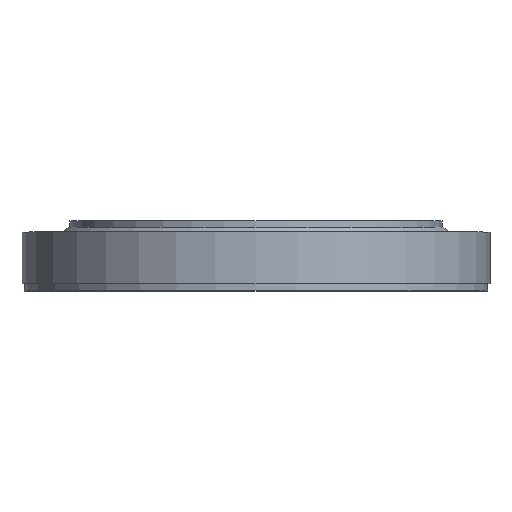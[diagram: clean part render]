
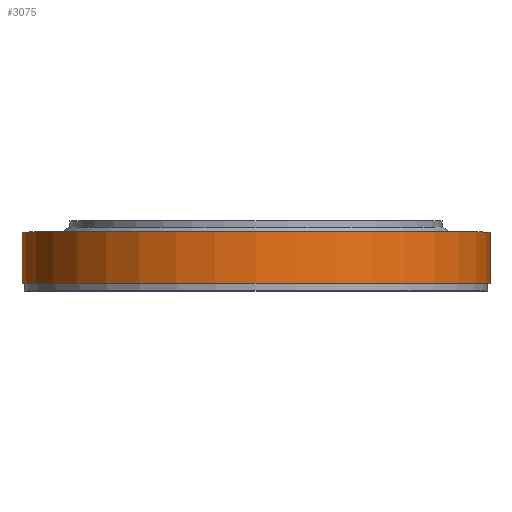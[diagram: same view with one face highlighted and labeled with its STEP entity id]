
A CAD part, top view. The second image highlights one B-rep face of the part: STEP entity #3075.
In plain terms, the highlighted cylindrical face has radius 250 mm (diameter 500 mm), a partial arc.
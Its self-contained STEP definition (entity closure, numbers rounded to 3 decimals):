
#78 = CARTESIAN_POINT ( 'NONE',  ( -250., 25.5, 0. ) ) ;
#276 = EDGE_CURVE ( 'NONE', #4257, #3632, #2501, .T. ) ;
#636 = EDGE_CURVE ( 'NONE', #4257, #6661, #3177, .T. ) ;
#705 = ORIENTED_EDGE ( 'NONE', *, *, #276, .T. ) ;
#1515 = AXIS2_PLACEMENT_3D ( 'NONE', #5826, #5821, #5875 ) ;
#1576 = LINE ( 'NONE', #2705, #1684 ) ;
#1684 = VECTOR ( 'NONE', #4281, 1000. ) ;
#1824 = CARTESIAN_POINT ( 'NONE',  ( 250., 25.5, 0. ) ) ;
#2191 = DIRECTION ( 'NONE',  ( 0., -1., 0. ) ) ;
#2228 = CARTESIAN_POINT ( 'NONE',  ( 0., -29.5, 0. ) ) ;
#2424 = VECTOR ( 'NONE', #6365, 1000. ) ;
#2501 = LINE ( 'NONE', #6083, #2424 ) ;
#2579 = AXIS2_PLACEMENT_3D ( 'NONE', #5895, #5912, #5864 ) ;
#2705 = CARTESIAN_POINT ( 'NONE',  ( -250., 22.164, 0. ) ) ;
#3075 = ADVANCED_FACE ( 'NONE', ( #5100 ), #3119, .T. ) ;
#3119 = CYLINDRICAL_SURFACE ( 'NONE', #1515, 250. ) ;
#3177 = CIRCLE ( 'NONE', #4389, 250. ) ;
#3370 = EDGE_CURVE ( 'NONE', #4761, #3632, #5620, .T. ) ;
#3632 = VERTEX_POINT ( 'NONE', #1824 ) ;
#3693 = CARTESIAN_POINT ( 'NONE',  ( -250., -29.5, 0. ) ) ;
#3845 = ORIENTED_EDGE ( 'NONE', *, *, #636, .F. ) ;
#4103 = EDGE_CURVE ( 'NONE', #6661, #4761, #1576, .T. ) ;
#4257 = VERTEX_POINT ( 'NONE', #6454 ) ;
#4281 = DIRECTION ( 'NONE',  ( 0., 1., 0. ) ) ;
#4389 = AXIS2_PLACEMENT_3D ( 'NONE', #2228, #2191, #6709 ) ;
#4761 = VERTEX_POINT ( 'NONE', #78 ) ;
#4977 = EDGE_LOOP ( 'NONE', ( #3845, #705, #6687, #5928 ) ) ;
#5100 = FACE_OUTER_BOUND ( 'NONE', #4977, .T. ) ;
#5620 = CIRCLE ( 'NONE', #2579, 250. ) ;
#5821 = DIRECTION ( 'NONE',  ( 0., 1., 0. ) ) ;
#5826 = CARTESIAN_POINT ( 'NONE',  ( 0., 22.164, 0. ) ) ;
#5864 = DIRECTION ( 'NONE',  ( -1., 0., 0. ) ) ;
#5875 = DIRECTION ( 'NONE',  ( -1., 0., 0. ) ) ;
#5895 = CARTESIAN_POINT ( 'NONE',  ( 0., 25.5, 0. ) ) ;
#5912 = DIRECTION ( 'NONE',  ( 0., 1., 0. ) ) ;
#5928 = ORIENTED_EDGE ( 'NONE', *, *, #4103, .F. ) ;
#6083 = CARTESIAN_POINT ( 'NONE',  ( 250., 22.164, 0. ) ) ;
#6365 = DIRECTION ( 'NONE',  ( 0., 1., 0. ) ) ;
#6454 = CARTESIAN_POINT ( 'NONE',  ( 250., -29.5, 0. ) ) ;
#6661 = VERTEX_POINT ( 'NONE', #3693 ) ;
#6687 = ORIENTED_EDGE ( 'NONE', *, *, #3370, .F. ) ;
#6709 = DIRECTION ( 'NONE',  ( 1., 0., 0. ) ) ;
